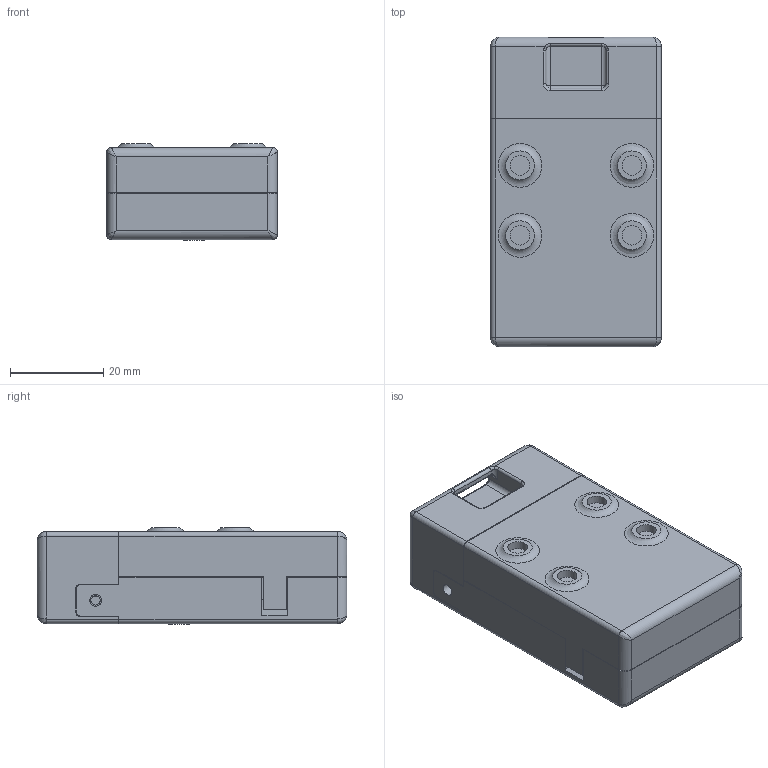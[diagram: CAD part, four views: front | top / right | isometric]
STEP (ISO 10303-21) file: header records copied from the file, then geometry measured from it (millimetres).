
FILE_DESCRIPTION(/* description */ (''),/* implementation_level */ '2;1');
FILE_NAME(/* name */ 'open_spectral_sensor_case_v1.step',/* time_stamp */ '2022-11-13T19:37:01-05:00',/* author */ (''),/* organization */ (''),/* preprocessor_version */ 'ST-DEVELOPER v19.2',/* originating_system */ 'Autodesk Translation Framework v11.17.0.187',/* authorisation */ '');
FILE_SCHEMA (('AUTOMOTIVE_DESIGN { 1 0 10303 214 3 1 1 }'));
Length unit declared in the file: millimetre
Products named in the file (8): NL; Battery; SD; NL_1; nrf52; Case Back; Case Cap; Case Front
Assembly tree (7 placements, depth 2):
  NL
    Battery
    SD
    NL_1
    nrf52
    Case Back
    Case Cap
    Case Front
Bounding box: 36.6 x 66.47 x 20.68 mm (x, y, z)
Volume: 33247.8 mm3; surface area: 27653.4 mm2
Topology: 7 solids, 7 shells, 531 faces, 1343 edges, 845 vertices
Faces by surface type: plane 278, cylinder 181, torus 34, bspline 19, sphere 10, cone 9
Full cylindrical faces by diameter (mm): 1 x55, 2 x2, 2.5 x3, 3 x4, 3.3 x4, 4.2 x4, 4.5 x1, 4.7 x1, 4.79 x1, 4.99 x1
Entity records: 16803 total; most frequent: CARTESIAN_POINT 3317, DIRECTION 2806, ORIENTED_EDGE 2662, EDGE_CURVE 1331, AXIS2_PLACEMENT_3D 966, LINE 874, VECTOR 874, VERTEX_POINT 845
